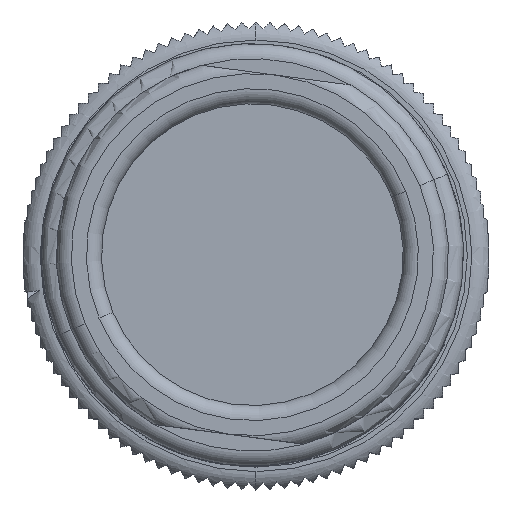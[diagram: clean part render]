
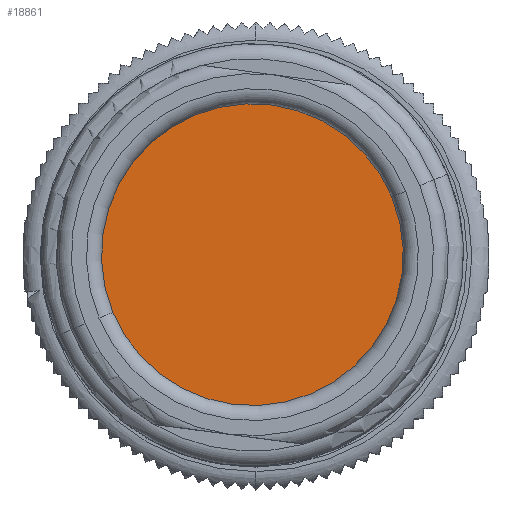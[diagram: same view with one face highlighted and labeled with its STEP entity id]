
A CAD part, top view. The second image highlights one B-rep face of the part: STEP entity #18861.
In plain terms, the highlighted planar face has unit normal (0, 0, 1).
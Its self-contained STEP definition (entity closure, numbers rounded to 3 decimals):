
#18841=AXIS2_PLACEMENT_3D('Plane Axis2P3D',#18838,#18839,#18840) ;
#18845=AXIS2_PLACEMENT_3D('Circle Axis2P3D',#18843,#18844,$) ;
#18854=AXIS2_PLACEMENT_3D('Circle Axis2P3D',#18852,#18853,$) ;
#18838=CARTESIAN_POINT('Axis2P3D Location',(7.598,7.75,39.717)) ;
#18843=CARTESIAN_POINT('Axis2P3D Location',(7.598,7.75,39.717)) ;
#18847=CARTESIAN_POINT('Vertex',(2.977,5.841,39.717)) ;
#18849=CARTESIAN_POINT('Vertex',(12.219,9.659,39.717)) ;
#18852=CARTESIAN_POINT('Axis2P3D Location',(7.598,7.75,39.717)) ;
#18839=DIRECTION('Axis2P3D Direction',(0.,0.,-1.)) ;
#18840=DIRECTION('Axis2P3D XDirection',(-0.924,-0.382,0.)) ;
#18844=DIRECTION('Axis2P3D Direction',(0.,0.,-1.)) ;
#18853=DIRECTION('Axis2P3D Direction',(0.,0.,-1.)) ;
#18858=ORIENTED_EDGE('',*,*,#18851,.F.) ;
#18859=ORIENTED_EDGE('',*,*,#18856,.F.) ;
#18861=ADVANCED_FACE('Hauptk\X2\00F6\X0\rper',(#18860),#18842,.F.) ;
#18846=CIRCLE('generated circle',#18845,5.) ;
#18855=CIRCLE('generated circle',#18854,5.) ;
#18851=EDGE_CURVE('',#18848,#18850,#18846,.T.) ;
#18856=EDGE_CURVE('',#18850,#18848,#18855,.T.) ;
#18857=EDGE_LOOP('',(#18858,#18859)) ;
#18860=FACE_OUTER_BOUND('',#18857,.T.) ;
#18842=PLANE('',#18841) ;
#18848=VERTEX_POINT('',#18847) ;
#18850=VERTEX_POINT('',#18849) ;
